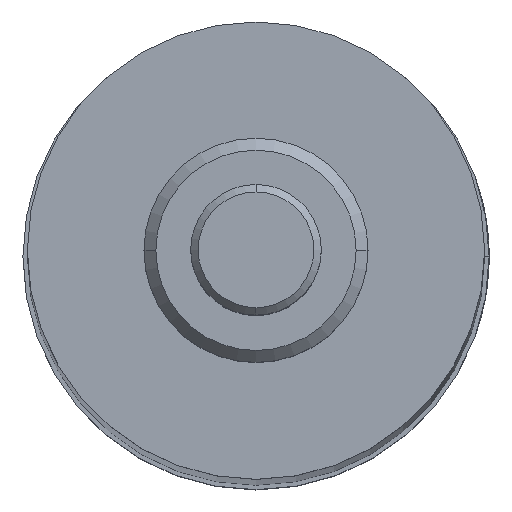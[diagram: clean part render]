
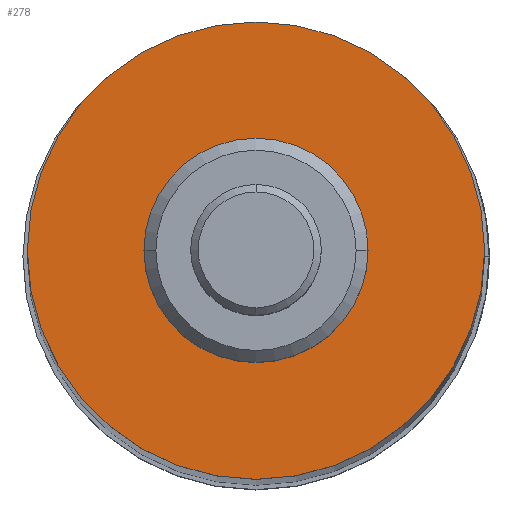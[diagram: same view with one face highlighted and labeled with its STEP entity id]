
A CAD part, top view. The second image highlights one B-rep face of the part: STEP entity #278.
In plain terms, the highlighted face is planar.
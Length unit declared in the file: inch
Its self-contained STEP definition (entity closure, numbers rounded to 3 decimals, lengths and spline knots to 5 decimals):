
#58 = CARTESIAN_POINT ( 'NONE',  ( 0.88, 0., 0.765 ) ) ;
#90 = ORIENTED_EDGE ( 'NONE', *, *, #2268, .F. ) ;
#103 = CIRCLE ( 'NONE', #2145, 0.37375 ) ;
#113 = AXIS2_PLACEMENT_3D ( 'NONE', #1438, #2214, #1063 ) ;
#196 = DIRECTION ( 'NONE',  ( -1., 0., 0. ) ) ;
#251 = DIRECTION ( 'NONE',  ( -1., 0., 0. ) ) ;
#278 = ADVANCED_FACE ( 'NONE', ( #2129, #1119 ), #1619, .F. ) ;
#311 = DIRECTION ( 'NONE',  ( -1., 0., 0. ) ) ;
#360 = VERTEX_POINT ( 'NONE', #1267 ) ;
#443 = VERTEX_POINT ( 'NONE', #2435 ) ;
#507 = EDGE_LOOP ( 'NONE', ( #2037, #1578 ) ) ;
#653 = AXIS2_PLACEMENT_3D ( 'NONE', #2240, #1090, #2417 ) ;
#804 = EDGE_CURVE ( 'NONE', #360, #1409, #2283, .T. ) ;
#918 = AXIS2_PLACEMENT_3D ( 'NONE', #1325, #196, #1510 ) ;
#966 = CARTESIAN_POINT ( 'NONE',  ( 0.88, 0.37375, 0. ) ) ;
#1063 = DIRECTION ( 'NONE',  ( 0., 0., -1. ) ) ;
#1090 = DIRECTION ( 'NONE',  ( -1., 0., 0. ) ) ;
#1116 = ORIENTED_EDGE ( 'NONE', *, *, #1527, .F. ) ;
#1119 = FACE_OUTER_BOUND ( 'NONE', #507, .T. ) ;
#1216 = AXIS2_PLACEMENT_3D ( 'NONE', #1440, #311, #1620 ) ;
#1267 = CARTESIAN_POINT ( 'NONE',  ( 0.88, 0., -0.765 ) ) ;
#1325 = CARTESIAN_POINT ( 'NONE',  ( 0.88, 0., 0. ) ) ;
#1372 = CIRCLE ( 'NONE', #918, 0.765 ) ;
#1380 = CARTESIAN_POINT ( 'NONE',  ( 0.88, 0., 0. ) ) ;
#1409 = VERTEX_POINT ( 'NONE', #58 ) ;
#1438 = CARTESIAN_POINT ( 'NONE',  ( 0.88, 0.765, 0. ) ) ;
#1440 = CARTESIAN_POINT ( 'NONE',  ( 0.88, 0., 0. ) ) ;
#1510 = DIRECTION ( 'NONE',  ( 0., 0., 1. ) ) ;
#1527 = EDGE_CURVE ( 'NONE', #443, #1829, #1895, .T. ) ;
#1561 = DIRECTION ( 'NONE',  ( 0., -1., 0. ) ) ;
#1578 = ORIENTED_EDGE ( 'NONE', *, *, #804, .T. ) ;
#1619 = PLANE ( 'NONE',  #113 ) ;
#1620 = DIRECTION ( 'NONE',  ( 0., -1., 0. ) ) ;
#1757 = EDGE_CURVE ( 'NONE', #1409, #360, #1372, .T. ) ;
#1829 = VERTEX_POINT ( 'NONE', #966 ) ;
#1865 = EDGE_LOOP ( 'NONE', ( #1116, #90 ) ) ;
#1895 = CIRCLE ( 'NONE', #1216, 0.37375 ) ;
#2037 = ORIENTED_EDGE ( 'NONE', *, *, #1757, .T. ) ;
#2129 = FACE_BOUND ( 'NONE', #1865, .T. ) ;
#2145 = AXIS2_PLACEMENT_3D ( 'NONE', #1380, #251, #1561 ) ;
#2214 = DIRECTION ( 'NONE',  ( 1., 0., 0. ) ) ;
#2240 = CARTESIAN_POINT ( 'NONE',  ( 0.88, 0., 0. ) ) ;
#2268 = EDGE_CURVE ( 'NONE', #1829, #443, #103, .T. ) ;
#2283 = CIRCLE ( 'NONE', #653, 0.765 ) ;
#2417 = DIRECTION ( 'NONE',  ( 0., 0., 1. ) ) ;
#2435 = CARTESIAN_POINT ( 'NONE',  ( 0.88, -0.37375, 0. ) ) ;
